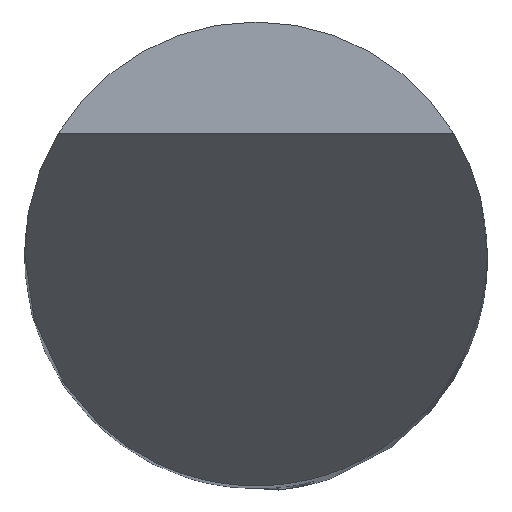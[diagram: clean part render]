
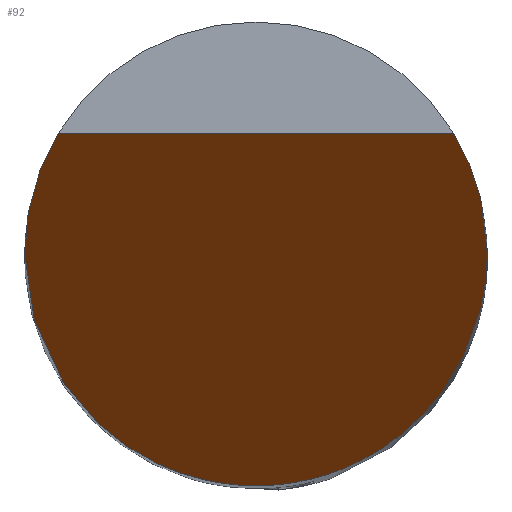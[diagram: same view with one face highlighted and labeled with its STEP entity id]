
A CAD part, top view. The second image highlights one B-rep face of the part: STEP entity #92.
In plain terms, the highlighted planar face has unit normal (0, -0.866, 0.5).
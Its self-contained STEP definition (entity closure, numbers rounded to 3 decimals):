
#92=ADVANCED_FACE('',(#138),#116,.T.);
#116=PLANE('',#657);
#138=FACE_OUTER_BOUND('',#172,.T.);
#172=EDGE_LOOP('',(#316,#317,#318,#319));
#316=ORIENTED_EDGE('',*,*,#508,.T.);
#317=ORIENTED_EDGE('',*,*,#507,.T.);
#318=ORIENTED_EDGE('',*,*,#506,.T.);
#319=ORIENTED_EDGE('',*,*,#519,.T.);
#438=VERTEX_POINT('',#1140);
#439=VERTEX_POINT('',#1141);
#440=VERTEX_POINT('',#1146);
#441=VERTEX_POINT('',#1151);
#506=EDGE_CURVE('',#438,#439,#603,.T.);
#507=EDGE_CURVE('',#440,#438,#604,.T.);
#508=EDGE_CURVE('',#441,#440,#605,.T.);
#519=EDGE_CURVE('',#439,#441,#562,.T.);
#562=LINE('',#1182,#583);
#583=VECTOR('',#737,1.);
#603=(
BOUNDED_CURVE()
B_SPLINE_CURVE(3,(#1136,#1137,#1138,#1139),.UNSPECIFIED.,.F.,.F.)
B_SPLINE_CURVE_WITH_KNOTS((4,4),(0.,1.),.UNSPECIFIED.)
CURVE()
GEOMETRIC_REPRESENTATION_ITEM()
RATIONAL_B_SPLINE_CURVE((1.,0.975,0.975,1.))
REPRESENTATION_ITEM('')
);
#604=(
BOUNDED_CURVE()
B_SPLINE_CURVE(3,(#1142,#1143,#1144,#1145),.UNSPECIFIED.,.F.,.F.)
B_SPLINE_CURVE_WITH_KNOTS((4,4),(0.,1.),.UNSPECIFIED.)
CURVE()
GEOMETRIC_REPRESENTATION_ITEM()
RATIONAL_B_SPLINE_CURVE((1.,0.333,0.333,1.))
REPRESENTATION_ITEM('')
);
#605=(
BOUNDED_CURVE()
B_SPLINE_CURVE(3,(#1147,#1148,#1149,#1150),.UNSPECIFIED.,.F.,.F.)
B_SPLINE_CURVE_WITH_KNOTS((4,4),(0.,1.),.UNSPECIFIED.)
CURVE()
GEOMETRIC_REPRESENTATION_ITEM()
RATIONAL_B_SPLINE_CURVE((1.,0.975,0.975,1.))
REPRESENTATION_ITEM('')
);
#657=AXIS2_PLACEMENT_3D('',#1183,#738,#739);
#737=DIRECTION('',(-1.,0.,0.));
#738=DIRECTION('',(0.,-0.866,0.5));
#739=DIRECTION('',(0.,-0.5,-0.866));
#1136=CARTESIAN_POINT('',(2.5,0.,0.));
#1137=CARTESIAN_POINT('',(2.5,0.461,0.799));
#1138=CARTESIAN_POINT('',(2.376,0.905,1.568));
#1139=CARTESIAN_POINT('',(2.136,1.299,2.25));
#1140=CARTESIAN_POINT('',(2.5,0.,0.));
#1141=CARTESIAN_POINT('',(2.136,1.299,2.25));
#1142=CARTESIAN_POINT('',(-2.5,0.,0.));
#1143=CARTESIAN_POINT('',(-2.5,-5.,-8.66));
#1144=CARTESIAN_POINT('',(2.5,-5.,-8.66));
#1145=CARTESIAN_POINT('',(2.5,0.,0.));
#1146=CARTESIAN_POINT('',(-2.5,0.,0.));
#1147=CARTESIAN_POINT('',(-2.136,1.299,2.25));
#1148=CARTESIAN_POINT('',(-2.376,0.905,1.568));
#1149=CARTESIAN_POINT('',(-2.5,0.461,0.799));
#1150=CARTESIAN_POINT('',(-2.5,0.,0.));
#1151=CARTESIAN_POINT('',(-2.136,1.299,2.25));
#1182=CARTESIAN_POINT('',(-57.597,1.299,2.25));
#1183=CARTESIAN_POINT('',(-57.597,4.054,7.021));
